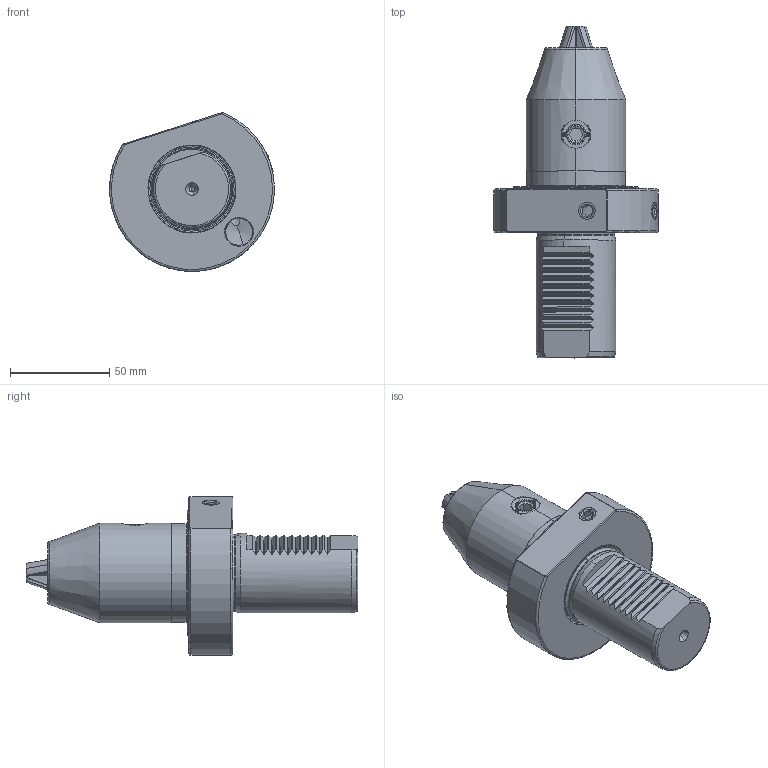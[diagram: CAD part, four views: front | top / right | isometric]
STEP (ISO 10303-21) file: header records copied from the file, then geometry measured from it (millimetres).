
FILE_DESCRIPTION (( 'STEP AP203' ), '1' );
FILE_NAME ('409.15.13-VD22042B.STEP', '2017-04-10T11:08:58', ( '' ), ( '' ), 'SwSTEP 2.0', 'SolidWorks 2013', '' );
FILE_SCHEMA (( 'CONFIG_CONTROL_DESIGN' ));
Length unit declared in the file: millimetre
Products named in the file (14): 1331402-08B; 1332401-103E; VD22042-01F; SB01-8001; 1331402-01F-; KR02-9096; 1331402-0200H; 1331402D------; 1331503-03B; PB02-1101; 1331402-04D; 409.15.13-VD22042B; 1331402-05C; 1331402-06F
Assembly tree (15 placements, depth 3):
  KR02-9096
  409.15.13-VD22042B
    VD22042-01F
    1331402D------
      1331402-01F-
      1331402-0200H
      1331503-03B
      1331402-04D
      1331402-05C
      1331402-06F
      1331402-08B
      1332401-103E  x3
      SB01-8001
    PB02-1101  x2
Bounding box: 82.93 x 166.98 x 79.93 mm (x, y, z)
Volume: 281398.4 mm3; surface area: 79426 mm2
Topology: 14 solids, 14 shells, 1050 faces, 2832 edges, 1801 vertices
Faces by surface type: cylinder 371, plane 344, cone 230, torus 87, bspline 18
Entity records: 40220 total; most frequent: CARTESIAN_POINT 16103, ORIENTED_EDGE 5260, DIRECTION 4189, EDGE_CURVE 2630, AXIS2_PLACEMENT_3D 1707, VERTEX_POINT 1687, EDGE_LOOP 1029, FACE_OUTER_BOUND 977
